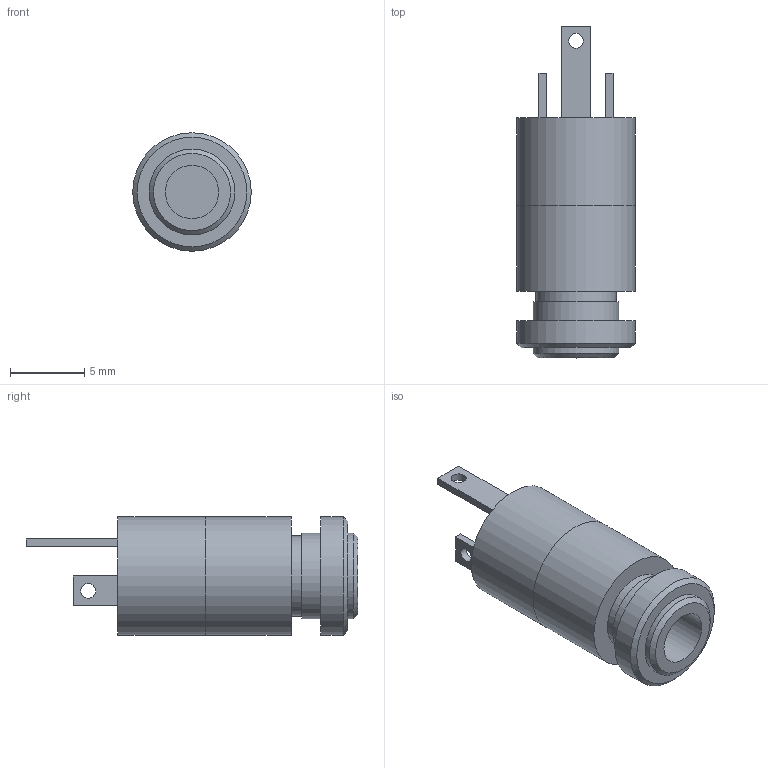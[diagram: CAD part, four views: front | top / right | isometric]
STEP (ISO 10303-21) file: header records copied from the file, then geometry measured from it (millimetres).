
FILE_DESCRIPTION(('FreeCAD Model'),'2;1');
FILE_NAME( 'Lumberg_KLB_4.step', '2021-01-14T15:40:44',('Author'),(''), 'Open CASCADE STEP processor 7.3','FreeCAD','Unknown');
FILE_SCHEMA(('AUTOMOTIVE_DESIGN { 1 0 10303 214 1 1 1 1 }'));
Length unit declared in the file: millimetre
Products named in the file (1): Lumberg_KLB_4
Bounding box: 8 x 22.4 x 8 mm (x, y, z)
Volume: 710.8 mm3; surface area: 646.9 mm2
Topology: 1 solids, 1 shells, 34 faces, 71 edges, 47 vertices
Faces by surface type: plane 22, cylinder 10, cone 2
Full cylindrical faces by diameter (mm): 1 x3, 3.6 x1, 5.4 x1, 5.8 x2, 8 x3
Entity records: 2116 total; most frequent: CARTESIAN_POINT 338, DIRECTION 298, LINE 169, VECTOR 169, ORIENTED_EDGE 142, PCURVE 142, DEFINITIONAL_REPRESENTATION 142, EDGE_CURVE 71
